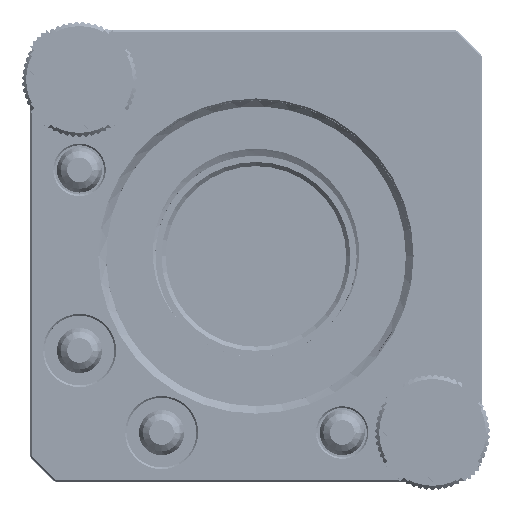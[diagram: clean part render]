
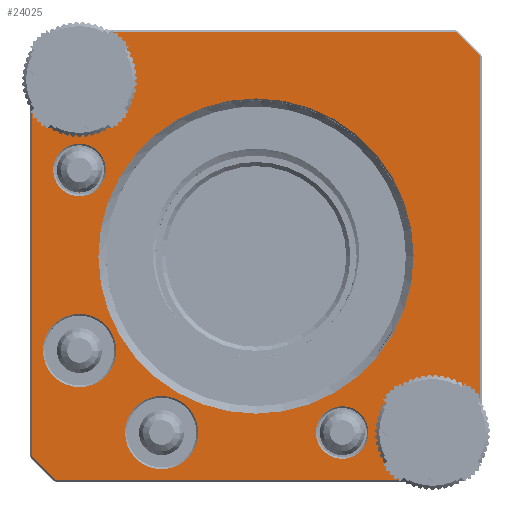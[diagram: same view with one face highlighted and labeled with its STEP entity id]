
A CAD part, top view. The second image highlights one B-rep face of the part: STEP entity #24025.
In plain terms, the highlighted planar face has unit normal (0, 0, 1).
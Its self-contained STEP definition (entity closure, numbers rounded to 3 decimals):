
#505=FACE_BOUND('',#3470,.T.);
#506=FACE_BOUND('',#3471,.T.);
#507=FACE_BOUND('',#3472,.T.);
#508=FACE_BOUND('',#3473,.T.);
#509=FACE_BOUND('',#3474,.T.);
#510=FACE_BOUND('',#3475,.T.);
#511=FACE_BOUND('',#3476,.T.);
#663=PLANE('',#25602);
#1138=CIRCLE('',#25603,4.2);
#1139=CIRCLE('',#25604,4.45);
#1140=CIRCLE('',#25605,3.2);
#1141=CIRCLE('',#25606,19.2);
#1142=CIRCLE('',#25607,4.45);
#1143=CIRCLE('',#25608,4.2);
#1144=CIRCLE('',#25609,3.2);
#2087=FACE_OUTER_BOUND('',#3469,.T.);
#3469=EDGE_LOOP('',(#17050,#17051,#17052,#17053,#17054,#17055,#17056,#17057));
#3470=EDGE_LOOP('',(#17058));
#3471=EDGE_LOOP('',(#17059));
#3472=EDGE_LOOP('',(#17060));
#3473=EDGE_LOOP('',(#17061));
#3474=EDGE_LOOP('',(#17062));
#3475=EDGE_LOOP('',(#17063));
#3476=EDGE_LOOP('',(#17064));
#6121=LINE('',#49945,#7683);
#6138=LINE('',#49978,#7700);
#6154=LINE('',#50011,#7716);
#6172=LINE('',#50046,#7734);
#6173=LINE('',#50048,#7735);
#6190=LINE('',#50078,#7752);
#6196=LINE('',#50088,#7758);
#6200=LINE('',#50094,#7762);
#7683=VECTOR('',#28149,10.);
#7700=VECTOR('',#28178,10.);
#7716=VECTOR('',#28208,10.);
#7734=VECTOR('',#28240,10.);
#7735=VECTOR('',#28243,10.);
#7752=VECTOR('',#28278,10.);
#7758=VECTOR('',#28292,10.);
#7762=VECTOR('',#28300,10.);
#9574=VERTEX_POINT('',#49934);
#9577=VERTEX_POINT('',#49941);
#9582=VERTEX_POINT('',#49957);
#9587=VERTEX_POINT('',#49973);
#9592=VERTEX_POINT('',#49994);
#9597=VERTEX_POINT('',#50007);
#9602=VERTEX_POINT('',#50025);
#9607=VERTEX_POINT('',#50041);
#9612=VERTEX_POINT('',#50099);
#9613=VERTEX_POINT('',#50101);
#9614=VERTEX_POINT('',#50103);
#9615=VERTEX_POINT('',#50105);
#9616=VERTEX_POINT('',#50107);
#9617=VERTEX_POINT('',#50109);
#9618=VERTEX_POINT('',#50111);
#12330=EDGE_CURVE('',#9574,#9577,#6121,.T.);
#12347=EDGE_CURVE('',#9577,#9587,#6138,.T.);
#12363=EDGE_CURVE('',#9587,#9597,#6154,.T.);
#12381=EDGE_CURVE('',#9597,#9607,#6172,.T.);
#12382=EDGE_CURVE('',#9607,#9602,#6173,.T.);
#12399=EDGE_CURVE('',#9602,#9592,#6190,.T.);
#12405=EDGE_CURVE('',#9592,#9582,#6196,.T.);
#12409=EDGE_CURVE('',#9582,#9574,#6200,.T.);
#12412=EDGE_CURVE('',#9612,#9612,#1138,.T.);
#12413=EDGE_CURVE('',#9613,#9613,#1139,.T.);
#12414=EDGE_CURVE('',#9614,#9614,#1140,.T.);
#12415=EDGE_CURVE('',#9615,#9615,#1141,.T.);
#12416=EDGE_CURVE('',#9616,#9616,#1142,.T.);
#12417=EDGE_CURVE('',#9617,#9617,#1143,.T.);
#12418=EDGE_CURVE('',#9618,#9618,#1144,.T.);
#17050=ORIENTED_EDGE('',*,*,#12330,.F.);
#17051=ORIENTED_EDGE('',*,*,#12409,.F.);
#17052=ORIENTED_EDGE('',*,*,#12405,.F.);
#17053=ORIENTED_EDGE('',*,*,#12399,.F.);
#17054=ORIENTED_EDGE('',*,*,#12382,.F.);
#17055=ORIENTED_EDGE('',*,*,#12381,.F.);
#17056=ORIENTED_EDGE('',*,*,#12363,.F.);
#17057=ORIENTED_EDGE('',*,*,#12347,.F.);
#17058=ORIENTED_EDGE('',*,*,#12412,.F.);
#17059=ORIENTED_EDGE('',*,*,#12413,.F.);
#17060=ORIENTED_EDGE('',*,*,#12414,.F.);
#17061=ORIENTED_EDGE('',*,*,#12415,.F.);
#17062=ORIENTED_EDGE('',*,*,#12416,.F.);
#17063=ORIENTED_EDGE('',*,*,#12417,.F.);
#17064=ORIENTED_EDGE('',*,*,#12418,.F.);
#24025=ADVANCED_FACE('',(#2087,#505,#506,#507,#508,#509,#510,#511),#663,
 .T.);
#25602=AXIS2_PLACEMENT_3D('',#50098,#28305,#28306);
#25603=AXIS2_PLACEMENT_3D('',#50100,#28307,#28308);
#25604=AXIS2_PLACEMENT_3D('',#50102,#28309,#28310);
#25605=AXIS2_PLACEMENT_3D('',#50104,#28311,#28312);
#25606=AXIS2_PLACEMENT_3D('',#50106,#28313,#28314);
#25607=AXIS2_PLACEMENT_3D('',#50108,#28315,#28316);
#25608=AXIS2_PLACEMENT_3D('',#50110,#28317,#28318);
#25609=AXIS2_PLACEMENT_3D('',#50112,#28319,#28320);
#28149=DIRECTION('',(-1.,0.,0.));
#28178=DIRECTION('',(-0.707,0.707,0.));
#28208=DIRECTION('',(0.,1.,0.));
#28240=DIRECTION('',(0.707,0.707,0.));
#28243=DIRECTION('',(1.,0.,0.));
#28278=DIRECTION('',(0.707,-0.707,0.));
#28292=DIRECTION('',(0.,-1.,0.));
#28300=DIRECTION('',(-0.707,-0.707,0.));
#28305=DIRECTION('center_axis',(0.,0.,1.));
#28306=DIRECTION('ref_axis',(1.,0.,0.));
#28307=DIRECTION('center_axis',(0.,0.,1.));
#28308=DIRECTION('ref_axis',(-1.,0.,0.));
#28309=DIRECTION('center_axis',(0.,0.,1.));
#28310=DIRECTION('ref_axis',(-1.,0.,0.));
#28311=DIRECTION('center_axis',(0.,0.,1.));
#28312=DIRECTION('ref_axis',(-1.,0.,0.));
#28313=DIRECTION('center_axis',(0.,0.,1.));
#28314=DIRECTION('ref_axis',(-1.,0.,0.));
#28315=DIRECTION('center_axis',(0.,0.,1.));
#28316=DIRECTION('ref_axis',(-1.,0.,0.));
#28317=DIRECTION('center_axis',(0.,0.,1.));
#28318=DIRECTION('ref_axis',(-1.,0.,0.));
#28319=DIRECTION('center_axis',(0.,0.,1.));
#28320=DIRECTION('ref_axis',(-1.,0.,0.));
#49934=CARTESIAN_POINT('',(24.417,-27.3,0.));
#49941=CARTESIAN_POINT('',(-24.417,-27.3,0.));
#49945=CARTESIAN_POINT('',(13.75,-27.3,0.));
#49957=CARTESIAN_POINT('',(27.3,-24.417,0.));
#49973=CARTESIAN_POINT('',(-27.3,-24.417,0.));
#49978=CARTESIAN_POINT('',(-25.859,-25.859,0.));
#49994=CARTESIAN_POINT('',(27.3,24.417,0.));
#50007=CARTESIAN_POINT('',(-27.3,24.417,0.));
#50011=CARTESIAN_POINT('',(-27.3,-13.75,0.));
#50025=CARTESIAN_POINT('',(24.417,27.3,0.));
#50041=CARTESIAN_POINT('',(-24.417,27.3,0.));
#50046=CARTESIAN_POINT('',(-25.859,25.859,0.));
#50048=CARTESIAN_POINT('',(-13.75,27.3,0.));
#50078=CARTESIAN_POINT('',(25.859,25.859,0.));
#50088=CARTESIAN_POINT('',(27.3,13.75,0.));
#50094=CARTESIAN_POINT('',(25.859,-25.859,0.));
#50098=CARTESIAN_POINT('Origin',(0.,0.,0.));
#50099=CARTESIAN_POINT('',(25.7,-21.5,0.));
#50100=CARTESIAN_POINT('Origin',(21.5,-21.5,0.));
#50101=CARTESIAN_POINT('',(-7.05,-21.5,0.));
#50102=CARTESIAN_POINT('Origin',(-11.5,-21.5,0.));
#50103=CARTESIAN_POINT('',(-18.3,10.5,0.));
#50104=CARTESIAN_POINT('Origin',(-21.5,10.5,0.));
#50105=CARTESIAN_POINT('',(19.2,0.,0.));
#50106=CARTESIAN_POINT('Origin',(0.,0.,0.));
#50107=CARTESIAN_POINT('',(-17.05,-11.5,0.));
#50108=CARTESIAN_POINT('Origin',(-21.5,-11.5,0.));
#50109=CARTESIAN_POINT('',(-17.3,21.5,0.));
#50110=CARTESIAN_POINT('Origin',(-21.5,21.5,0.));
#50111=CARTESIAN_POINT('',(13.7,-21.5,0.));
#50112=CARTESIAN_POINT('Origin',(10.5,-21.5,0.));
